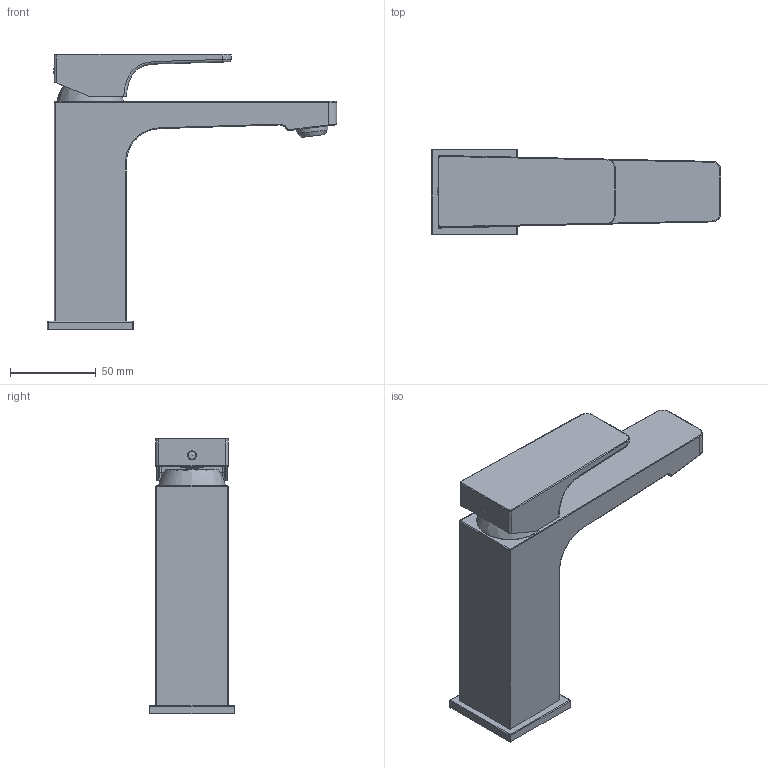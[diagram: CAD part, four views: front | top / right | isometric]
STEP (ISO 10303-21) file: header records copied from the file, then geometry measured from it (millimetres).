
FILE_DESCRIPTION(/* description */ (''),/* implementation_level */ '2;1');
FILE_NAME(/* name */ '3D_TVW12500400061_asm.step',/* time_stamp */ '2023-01-11T15:35:48+01:00',/* author */ (''),/* organization */ (''),/* preprocessor_version */ 'ST-DEVELOPER v19.2',/* originating_system */ 'Autodesk Translation Framework v11.17.0.187',/* authorisation */ '');
FILE_SCHEMA (('AUTOMOTIVE_DESIGN { 1 0 10303 214 3 1 1 }'));
Length unit declared in the file: millimetre
Products named in the file (7): (Nicht gespeichert); 80T168236DQ; 8ZG16363; 80P35VEK2; 80N16494; 8DZ16440; 80M24123NP2
Assembly tree (6 placements, depth 2):
  (Nicht gespeichert)
    80T168236DQ
    8ZG16363
    80P35VEK2
    80N16494
    8DZ16440
    80M24123NP2
Bounding box: 168.5 x 50 x 160.6 mm (x, y, z)
Volume: 322957.5 mm3; surface area: 64278 mm2
Topology: 4 solids, 7 shells, 197 faces, 460 edges, 278 vertices
Faces by surface type: plane 76, cylinder 67, bspline 20, sphere 13, torus 11, cone 10
Full cylindrical faces by diameter (mm): 4 x1, 5.1 x1, 5.2 x1, 23 x1, 25 x1, 30 x1, 30.8 x1, 36.8 x1, 37.7 x1
Entity records: 8046 total; most frequent: CARTESIAN_POINT 3319, DIRECTION 1000, ORIENTED_EDGE 913, EDGE_CURVE 459, AXIS2_PLACEMENT_3D 375, VERTEX_POINT 278, LINE 250, VECTOR 250
